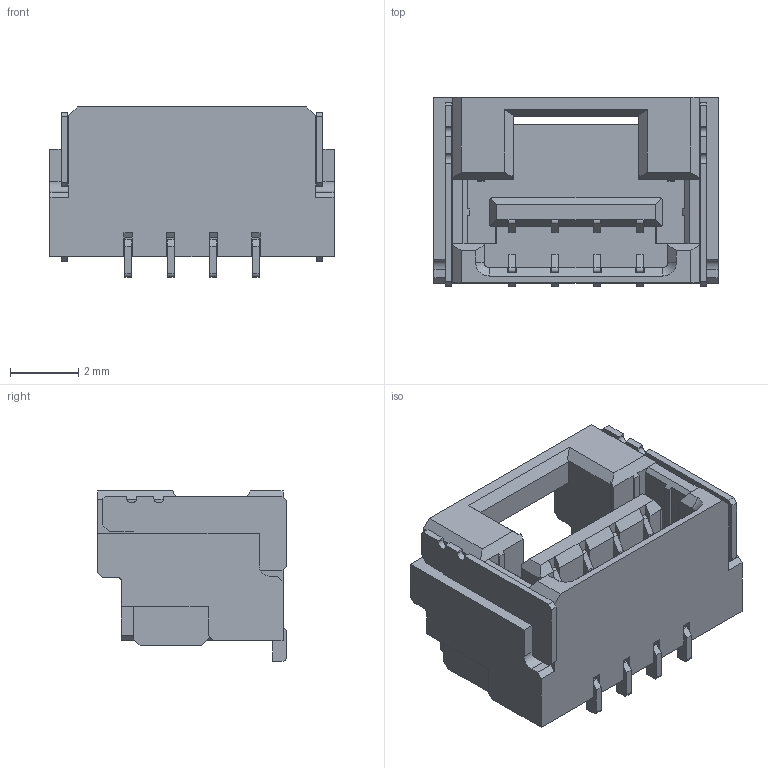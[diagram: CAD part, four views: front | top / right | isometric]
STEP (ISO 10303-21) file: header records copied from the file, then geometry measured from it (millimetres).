
FILE_DESCRIPTION(/* description */ (''),/* implementation_level */ '2;1');
FILE_NAME(/* name */ '5023860470.step',/* time_stamp */ '2024-03-28T20:55:54+01:00',/* author */ (''),/* organization */ (''),/* preprocessor_version */ 'ST-DEVELOPER v20',/* originating_system */ 'Autodesk Translation Framework v12.20.1.177',/* authorisation */ '');
FILE_SCHEMA (('AUTOMOTIVE_DESIGN { 1 0 10303 214 3 1 1 }'));
Length unit declared in the file: millimetre
Products named in the file (1): (Unsaved)
Bounding box: 8.35 x 5.55 x 5 mm (x, y, z)
Volume: 110.9 mm3; surface area: 367.3 mm2
Topology: 1 solids, 1 shells, 342 faces, 1002 edges, 660 vertices
Faces by surface type: plane 306, cylinder 34, cone 2
Entity records: 11196 total; most frequent: CARTESIAN_POINT 2005, ORIENTED_EDGE 2004, DIRECTION 1766, EDGE_CURVE 1002, LINE 924, VECTOR 924, VERTEX_POINT 660, AXIS2_PLACEMENT_3D 421
